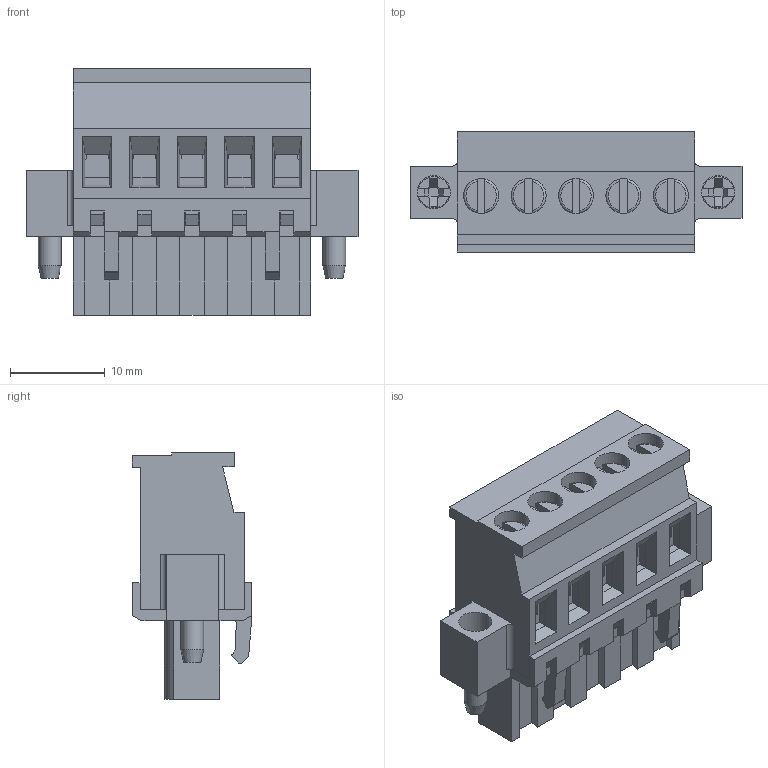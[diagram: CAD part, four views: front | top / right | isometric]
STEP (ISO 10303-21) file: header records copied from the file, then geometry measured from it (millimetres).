
FILE_DESCRIPTION( ( 'Unknown' ), '1' );
FILE_NAME( '691340700005.stp', 'Unknown', ( 'Unknown' ), ( 'Unknown' ), 'PSStep 14.0', 'Unknown', ' ' );
FILE_SCHEMA( ( 'AUTOMOTIVE_DESIGN { 1 0 10303 214 1 1 1 1 }' ) );
Length unit declared in the file: millimetre
Products named in the file (7): Assem1; 6913407000xx_CAGE; 6913407000xx_PIN; 6913407000xx_VIS; 6913517000xx_VIS Flange; 691351700005; 691351700005_BAS
Assembly tree (19 placements, depth 2):
  Assem1
    6913407000xx_CAGE  x5
    6913407000xx_PIN  x5
    6913407000xx_VIS  x5
    6913517000xx_VIS Flange  x2
    691351700005
    691351700005_BAS
Bounding box: 35 x 12.65 x 26 mm (x, y, z)
Volume: 4244.5 mm3; surface area: 9614.4 mm2
Topology: 19 solids, 19 shells, 1096 faces, 3058 edges, 1997 vertices
Faces by surface type: plane 856, cylinder 202, torus 26, cone 12
Full cylindrical faces by diameter (mm): 1.6 x5, 2.4 x7, 2.5 x2, 2.9 x10, 3 x5, 3.5 x2, 3.7 x10, 3.8 x2
Entity records: 27390 total; most frequent: CARTESIAN_POINT 3895, ORIENTED_EDGE 3784, DIRECTION 3472, EDGE_CURVE 1892, LINE 1710, VECTOR 1710, VERTEX_POINT 1256, AXIS2_PLACEMENT_3D 881
